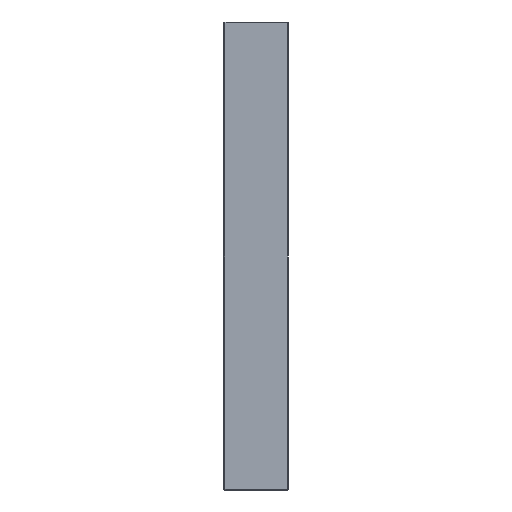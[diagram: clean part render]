
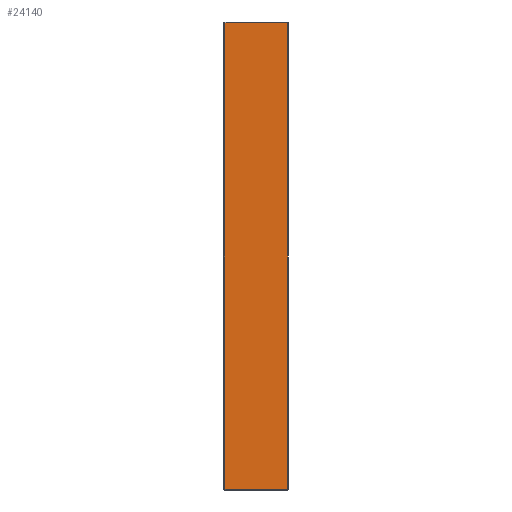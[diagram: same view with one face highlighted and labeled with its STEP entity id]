
A CAD part, front view. The second image highlights one B-rep face of the part: STEP entity #24140.
In plain terms, the highlighted planar face has unit normal (0, -1, 0).
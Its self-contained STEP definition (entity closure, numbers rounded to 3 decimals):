
#15884 = PLANE('',#15885);
#15885 = AXIS2_PLACEMENT_3D('',#15886,#15887,#15888);
#15886 = CARTESIAN_POINT('',(5.5,-10.95,0.05));
#15887 = DIRECTION('',(0.,0.707,0.707));
#15888 = DIRECTION('',(1.,0.,0.));
#16243 = PLANE('',#16244);
#16244 = AXIS2_PLACEMENT_3D('',#16245,#16246,#16247);
#16245 = CARTESIAN_POINT('',(5.5,-10.95,79.95));
#16246 = DIRECTION('',(0.,-0.707,
    0.707));
#16247 = DIRECTION('',(1.,0.,0.));
#16581 = PLANE('',#16582);
#16582 = AXIS2_PLACEMENT_3D('',#16583,#16584,#16585);
#16583 = CARTESIAN_POINT('',(-5.4,-10.9,0.));
#16584 = DIRECTION('',(-0.707,-0.707,
    0.));
#16585 = DIRECTION('',(0.,0.,1.));
#19573 = VERTEX_POINT('',#19574);
#19574 = CARTESIAN_POINT('',(5.4,-11.,0.1));
#19595 = EDGE_CURVE('',#19573,#19596,#19598,.T.);
#19596 = VERTEX_POINT('',#19597);
#19597 = CARTESIAN_POINT('',(-5.3,-11.,0.1));
#19598 = SURFACE_CURVE('',#19599,(#19603,#19610),.PCURVE_S1.);
#19599 = LINE('',#19600,#19601);
#19600 = CARTESIAN_POINT('',(5.5,-11.,0.1));
#19601 = VECTOR('',#19602,1.);
#19602 = DIRECTION('',(-1.,0.,0.));
#19603 = PCURVE('',#15884,#19604);
#19604 = DEFINITIONAL_REPRESENTATION('',(#19605),#19609);
#19605 = LINE('',#19606,#19607);
#19606 = CARTESIAN_POINT('',(0.,-0.071));
#19607 = VECTOR('',#19608,1.);
#19608 = DIRECTION('',(-1.,0.));
#19609 = ( GEOMETRIC_REPRESENTATION_CONTEXT(2) 
PARAMETRIC_REPRESENTATION_CONTEXT() REPRESENTATION_CONTEXT('2D SPACE',''
  ) );
#19610 = PCURVE('',#19611,#19616);
#19611 = PLANE('',#19612);
#19612 = AXIS2_PLACEMENT_3D('',#19613,#19614,#19615);
#19613 = CARTESIAN_POINT('',(5.5,-11.,0.));
#19614 = DIRECTION('',(0.,-1.,0.));
#19615 = DIRECTION('',(-1.,0.,0.));
#19616 = DEFINITIONAL_REPRESENTATION('',(#19617),#19621);
#19617 = LINE('',#19618,#19619);
#19618 = CARTESIAN_POINT('',(0.,-0.1));
#19619 = VECTOR('',#19620,1.);
#19620 = DIRECTION('',(1.,0.));
#19621 = ( GEOMETRIC_REPRESENTATION_CONTEXT(2) 
PARAMETRIC_REPRESENTATION_CONTEXT() REPRESENTATION_CONTEXT('2D SPACE',''
  ) );
#19911 = VERTEX_POINT('',#19912);
#19912 = CARTESIAN_POINT('',(5.4,-11.,79.9));
#19933 = EDGE_CURVE('',#19911,#19934,#19936,.T.);
#19934 = VERTEX_POINT('',#19935);
#19935 = CARTESIAN_POINT('',(-5.3,-11.,79.9));
#19936 = SURFACE_CURVE('',#19937,(#19941,#19948),.PCURVE_S1.);
#19937 = LINE('',#19938,#19939);
#19938 = CARTESIAN_POINT('',(5.5,-11.,79.9));
#19939 = VECTOR('',#19940,1.);
#19940 = DIRECTION('',(-1.,0.,0.));
#19941 = PCURVE('',#16243,#19942);
#19942 = DEFINITIONAL_REPRESENTATION('',(#19943),#19947);
#19943 = LINE('',#19944,#19945);
#19944 = CARTESIAN_POINT('',(0.,-0.071));
#19945 = VECTOR('',#19946,1.);
#19946 = DIRECTION('',(-1.,0.));
#19947 = ( GEOMETRIC_REPRESENTATION_CONTEXT(2) 
PARAMETRIC_REPRESENTATION_CONTEXT() REPRESENTATION_CONTEXT('2D SPACE',''
  ) );
#19948 = PCURVE('',#19611,#19949);
#19949 = DEFINITIONAL_REPRESENTATION('',(#19950),#19954);
#19950 = LINE('',#19951,#19952);
#19951 = CARTESIAN_POINT('',(0.,-79.9));
#19952 = VECTOR('',#19953,1.);
#19953 = DIRECTION('',(1.,0.));
#19954 = ( GEOMETRIC_REPRESENTATION_CONTEXT(2) 
PARAMETRIC_REPRESENTATION_CONTEXT() REPRESENTATION_CONTEXT('2D SPACE',''
  ) );
#20035 = EDGE_CURVE('',#19596,#19934,#20036,.T.);
#20036 = SURFACE_CURVE('',#20037,(#20041,#20048),.PCURVE_S1.);
#20037 = LINE('',#20038,#20039);
#20038 = CARTESIAN_POINT('',(-5.3,-11.,0.));
#20039 = VECTOR('',#20040,1.);
#20040 = DIRECTION('',(0.,0.,1.));
#20041 = PCURVE('',#16581,#20042);
#20042 = DEFINITIONAL_REPRESENTATION('',(#20043),#20047);
#20043 = LINE('',#20044,#20045);
#20044 = CARTESIAN_POINT('',(0.,-0.141));
#20045 = VECTOR('',#20046,1.);
#20046 = DIRECTION('',(1.,0.));
#20047 = ( GEOMETRIC_REPRESENTATION_CONTEXT(2) 
PARAMETRIC_REPRESENTATION_CONTEXT() REPRESENTATION_CONTEXT('2D SPACE',''
  ) );
#20048 = PCURVE('',#19611,#20049);
#20049 = DEFINITIONAL_REPRESENTATION('',(#20050),#20054);
#20050 = LINE('',#20051,#20052);
#20051 = CARTESIAN_POINT('',(10.8,0.));
#20052 = VECTOR('',#20053,1.);
#20053 = DIRECTION('',(0.,-1.));
#20054 = ( GEOMETRIC_REPRESENTATION_CONTEXT(2) 
PARAMETRIC_REPRESENTATION_CONTEXT() REPRESENTATION_CONTEXT('2D SPACE',''
  ) );
#24040 = PLANE('',#24041);
#24041 = AXIS2_PLACEMENT_3D('',#24042,#24043,#24044);
#24042 = CARTESIAN_POINT('',(5.45,-10.95,0.));
#24043 = DIRECTION('',(0.707,-0.707,0.));
#24044 = DIRECTION('',(0.,0.,1.));
#24140 = ADVANCED_FACE('',(#24141),#19611,.T.);
#24141 = FACE_BOUND('',#24142,.T.);
#24142 = EDGE_LOOP('',(#24143,#24164,#24165,#24166));
#24143 = ORIENTED_EDGE('',*,*,#24144,.T.);
#24144 = EDGE_CURVE('',#19573,#19911,#24145,.T.);
#24145 = SURFACE_CURVE('',#24146,(#24150,#24157),.PCURVE_S1.);
#24146 = LINE('',#24147,#24148);
#24147 = CARTESIAN_POINT('',(5.4,-11.,0.));
#24148 = VECTOR('',#24149,1.);
#24149 = DIRECTION('',(0.,0.,1.));
#24150 = PCURVE('',#19611,#24151);
#24151 = DEFINITIONAL_REPRESENTATION('',(#24152),#24156);
#24152 = LINE('',#24153,#24154);
#24153 = CARTESIAN_POINT('',(0.1,0.));
#24154 = VECTOR('',#24155,1.);
#24155 = DIRECTION('',(0.,-1.));
#24156 = ( GEOMETRIC_REPRESENTATION_CONTEXT(2) 
PARAMETRIC_REPRESENTATION_CONTEXT() REPRESENTATION_CONTEXT('2D SPACE',''
  ) );
#24157 = PCURVE('',#24040,#24158);
#24158 = DEFINITIONAL_REPRESENTATION('',(#24159),#24163);
#24159 = LINE('',#24160,#24161);
#24160 = CARTESIAN_POINT('',(0.,0.071));
#24161 = VECTOR('',#24162,1.);
#24162 = DIRECTION('',(1.,0.));
#24163 = ( GEOMETRIC_REPRESENTATION_CONTEXT(2) 
PARAMETRIC_REPRESENTATION_CONTEXT() REPRESENTATION_CONTEXT('2D SPACE',''
  ) );
#24164 = ORIENTED_EDGE('',*,*,#19933,.T.);
#24165 = ORIENTED_EDGE('',*,*,#20035,.F.);
#24166 = ORIENTED_EDGE('',*,*,#19595,.F.);
